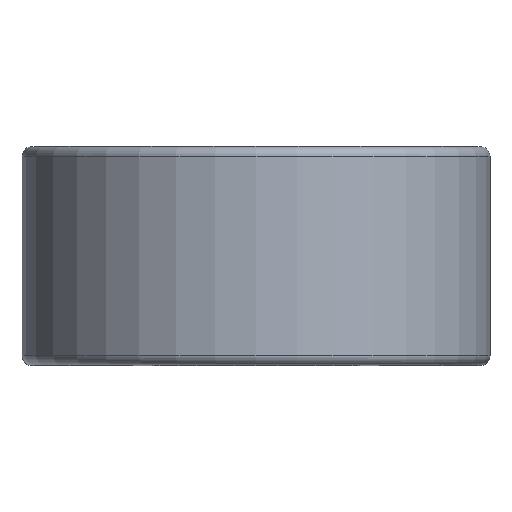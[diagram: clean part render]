
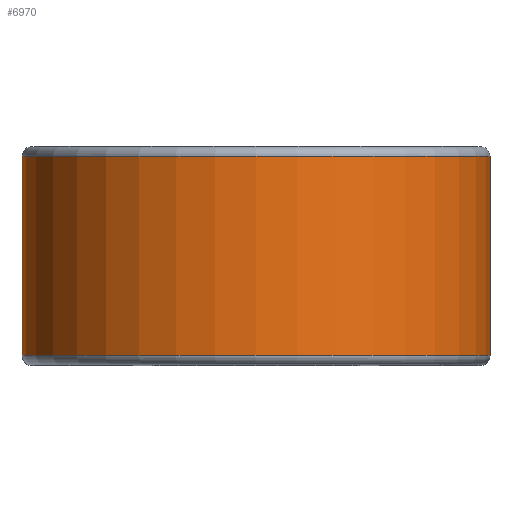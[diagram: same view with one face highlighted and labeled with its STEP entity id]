
A CAD part, top view. The second image highlights one B-rep face of the part: STEP entity #6970.
In plain terms, the highlighted cylindrical face has radius 11.9 mm (diameter 23.8 mm), a partial arc.
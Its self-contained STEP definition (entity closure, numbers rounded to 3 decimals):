
#55=CYLINDRICAL_SURFACE('',#7263,11.9);
#79=CIRCLE('',#7240,11.9);
#83=CIRCLE('',#7250,11.9);
#733=FACE_OUTER_BOUND('',#1147,.T.);
#1147=EDGE_LOOP('',(#6356,#6357,#6358,#6359));
#1829=LINE('',#12980,#2501);
#1830=LINE('',#12981,#2502);
#2501=VECTOR('',#8477,10.);
#2502=VECTOR('',#8478,10.);
#3426=VERTEX_POINT('',#12834);
#3427=VERTEX_POINT('',#12838);
#3429=VERTEX_POINT('',#12851);
#3431=VERTEX_POINT('',#12857);
#4397=EDGE_CURVE('',#3426,#3427,#79,.T.);
#4408=EDGE_CURVE('',#3429,#3431,#83,.T.);
#4427=EDGE_CURVE('',#3426,#3431,#1829,.T.);
#4428=EDGE_CURVE('',#3427,#3429,#1830,.T.);
#6356=ORIENTED_EDGE('',*,*,#4397,.F.);
#6357=ORIENTED_EDGE('',*,*,#4427,.T.);
#6358=ORIENTED_EDGE('',*,*,#4408,.F.);
#6359=ORIENTED_EDGE('',*,*,#4428,.F.);
#6970=ADVANCED_FACE('',(#733),#55,.T.);
#7240=AXIS2_PLACEMENT_3D('',#12840,#8412,#8413);
#7250=AXIS2_PLACEMENT_3D('',#12861,#8438,#8439);
#7263=AXIS2_PLACEMENT_3D('',#12979,#8475,#8476);
#8412=DIRECTION('center_axis',(0.,-1.,0.));
#8413=DIRECTION('ref_axis',(0.,0.,1.));
#8438=DIRECTION('center_axis',(0.,1.,0.));
#8439=DIRECTION('ref_axis',(0.,0.,1.));
#8475=DIRECTION('center_axis',(0.,1.,0.));
#8476=DIRECTION('ref_axis',(-1.,0.,0.));
#8477=DIRECTION('',(0.,1.,0.));
#8478=DIRECTION('',(0.,1.,0.));
#12834=CARTESIAN_POINT('',(11.9,-5.06,11.9));
#12838=CARTESIAN_POINT('',(-11.9,-5.06,11.9));
#12840=CARTESIAN_POINT('Origin',(0.,-5.06,11.9));
#12851=CARTESIAN_POINT('',(-11.9,5.06,11.9));
#12857=CARTESIAN_POINT('',(11.9,5.06,11.9));
#12861=CARTESIAN_POINT('Origin',(0.,5.06,11.9));
#12979=CARTESIAN_POINT('Origin',(0.,0.,11.9));
#12980=CARTESIAN_POINT('',(11.9,0.,11.9));
#12981=CARTESIAN_POINT('',(-11.9,0.,11.9));
